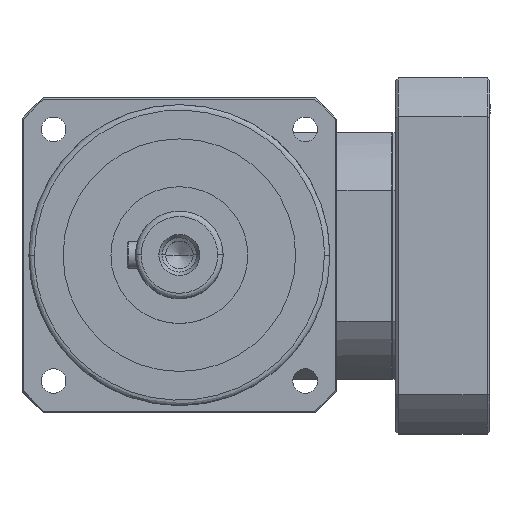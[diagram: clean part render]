
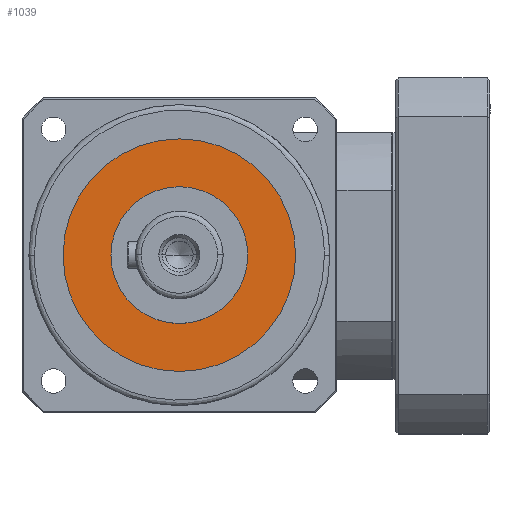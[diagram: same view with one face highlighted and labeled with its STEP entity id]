
A CAD part, top view. The second image highlights one B-rep face of the part: STEP entity #1039.
In plain terms, the highlighted planar face has unit normal (0, 0, 1).
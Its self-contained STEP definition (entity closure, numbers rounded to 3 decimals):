
#1039 = ADVANCED_FACE ( 'NONE', ( #18086, #7418 ), #6834, .T. ) ;
#1191 = DIRECTION ( 'NONE',  ( -1., 0., 0. ) ) ;
#1767 = AXIS2_PLACEMENT_3D ( 'NONE', #6019, #5983, #5960 ) ;
#2269 = EDGE_LOOP ( 'NONE', ( #26778, #5934 ) ) ;
#3092 = EDGE_CURVE ( 'NONE', #22420, #7204, #5668, .T. ) ;
#5668 = CIRCLE ( 'NONE', #6907, 25. ) ;
#5934 = ORIENTED_EDGE ( 'NONE', *, *, #7922, .T. ) ;
#5960 = DIRECTION ( 'NONE',  ( 1., 0., 0. ) ) ;
#5983 = DIRECTION ( 'NONE',  ( 0., 0., 1. ) ) ;
#6019 = CARTESIAN_POINT ( 'NONE',  ( 0., 0., 159.99 ) ) ;
#6834 = PLANE ( 'NONE',  #1767 ) ;
#6907 = AXIS2_PLACEMENT_3D ( 'NONE', #11638, #11270, #11184 ) ;
#7204 = VERTEX_POINT ( 'NONE', #22807 ) ;
#7418 = FACE_BOUND ( 'NONE', #14170, .T. ) ;
#7540 = DIRECTION ( 'NONE',  ( 0., 0., 1. ) ) ;
#7922 = EDGE_CURVE ( 'NONE', #17309, #15035, #20601, .T. ) ;
#7996 = ORIENTED_EDGE ( 'NONE', *, *, #12997, .T. ) ;
#8092 = CARTESIAN_POINT ( 'NONE',  ( 0., 0., 159.99 ) ) ;
#10244 = DIRECTION ( 'NONE',  ( -1., 0., 0. ) ) ;
#11184 = DIRECTION ( 'NONE',  ( -1., 0., 0. ) ) ;
#11270 = DIRECTION ( 'NONE',  ( 0., 0., -1. ) ) ;
#11638 = CARTESIAN_POINT ( 'NONE',  ( 0., 0., 159.99 ) ) ;
#11889 = AXIS2_PLACEMENT_3D ( 'NONE', #8092, #22871, #10244 ) ;
#12085 = AXIS2_PLACEMENT_3D ( 'NONE', #20250, #7540, #22328 ) ;
#12997 = EDGE_CURVE ( 'NONE', #7204, #22420, #25891, .T. ) ;
#13364 = EDGE_CURVE ( 'NONE', #15035, #17309, #26064, .T. ) ;
#13965 = DIRECTION ( 'NONE',  ( 0., 0., 1. ) ) ;
#14170 = EDGE_LOOP ( 'NONE', ( #7996, #20092 ) ) ;
#15035 = VERTEX_POINT ( 'NONE', #22117 ) ;
#17309 = VERTEX_POINT ( 'NONE', #23425 ) ;
#18086 = FACE_OUTER_BOUND ( 'NONE', #2269, .T. ) ;
#19623 = CARTESIAN_POINT ( 'NONE',  ( 25., 0., 159.99 ) ) ;
#20092 = ORIENTED_EDGE ( 'NONE', *, *, #3092, .T. ) ;
#20250 = CARTESIAN_POINT ( 'NONE',  ( 0., 0., 159.99 ) ) ;
#20601 = CIRCLE ( 'NONE', #12085, 42.5 ) ;
#22117 = CARTESIAN_POINT ( 'NONE',  ( -42.5, 0., 159.99 ) ) ;
#22328 = DIRECTION ( 'NONE',  ( -1., 0., 0. ) ) ;
#22420 = VERTEX_POINT ( 'NONE', #19623 ) ;
#22807 = CARTESIAN_POINT ( 'NONE',  ( -25., 0., 159.99 ) ) ;
#22871 = DIRECTION ( 'NONE',  ( 0., 0., -1. ) ) ;
#23425 = CARTESIAN_POINT ( 'NONE',  ( 42.5, 0., 159.99 ) ) ;
#25891 = CIRCLE ( 'NONE', #11889, 25. ) ;
#26064 = CIRCLE ( 'NONE', #26290, 42.5 ) ;
#26290 = AXIS2_PLACEMENT_3D ( 'NONE', #26484, #13965, #1191 ) ;
#26484 = CARTESIAN_POINT ( 'NONE',  ( 0., 0., 159.99 ) ) ;
#26778 = ORIENTED_EDGE ( 'NONE', *, *, #13364, .T. ) ;
